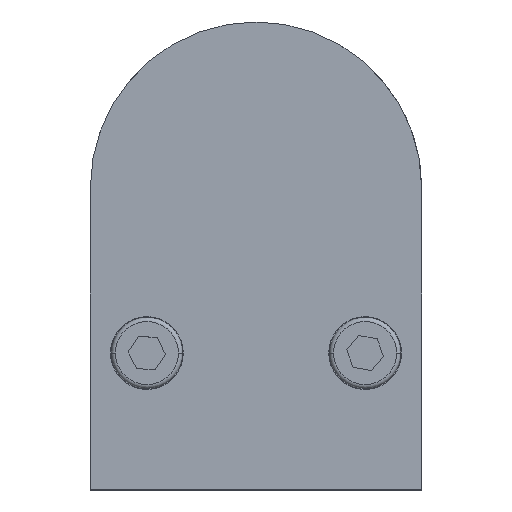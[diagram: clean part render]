
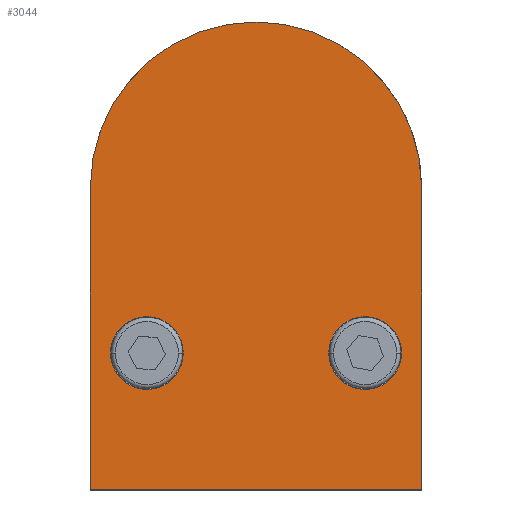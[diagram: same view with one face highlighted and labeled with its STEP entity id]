
A CAD part, top view. The second image highlights one B-rep face of the part: STEP entity #3044.
In plain terms, the highlighted planar face has unit normal (0, 0, 1).
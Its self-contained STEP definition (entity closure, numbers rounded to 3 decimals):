
#44 = EDGE_CURVE ( 'NONE', #1455, #2131, #938, .T. ) ;
#59 = AXIS2_PLACEMENT_3D ( 'NONE', #1152, #1880, #2151 ) ;
#60 = VECTOR ( 'NONE', #2938, 1000. ) ;
#71 = LINE ( 'NONE', #1299, #1755 ) ;
#75 = ORIENTED_EDGE ( 'NONE', *, *, #2869, .T. ) ;
#174 = CARTESIAN_POINT ( 'NONE',  ( -20.5, 0., 14.25 ) ) ;
#423 = CIRCLE ( 'NONE', #2683, 4.5 ) ;
#438 = VERTEX_POINT ( 'NONE', #2539 ) ;
#505 = EDGE_CURVE ( 'NONE', #567, #870, #423, .T. ) ;
#533 = DIRECTION ( 'NONE',  ( 1., 0., 0. ) ) ;
#546 = CARTESIAN_POINT ( 'NONE',  ( 13.5, 39.038, 14.25 ) ) ;
#553 = CARTESIAN_POINT ( 'NONE',  ( 0., 59.5, 14.25 ) ) ;
#567 = VERTEX_POINT ( 'NONE', #2194 ) ;
#616 = ORIENTED_EDGE ( 'NONE', *, *, #44, .F. ) ;
#632 = DIRECTION ( 'NONE',  ( 1., 0., 0. ) ) ;
#747 = DIRECTION ( 'NONE',  ( 1., 0., 0. ) ) ;
#770 = AXIS2_PLACEMENT_3D ( 'NONE', #546, #3040, #1096 ) ;
#870 = VERTEX_POINT ( 'NONE', #2818 ) ;
#938 = CIRCLE ( 'NONE', #770, 4.5 ) ;
#950 = LINE ( 'NONE', #1949, #60 ) ;
#970 = ORIENTED_EDGE ( 'NONE', *, *, #2631, .F. ) ;
#1043 = CARTESIAN_POINT ( 'NONE',  ( 18., 39.038, 14.25 ) ) ;
#1083 = FACE_OUTER_BOUND ( 'NONE', #1111, .T. ) ;
#1096 = DIRECTION ( 'NONE',  ( 1., 0., 0. ) ) ;
#1111 = EDGE_LOOP ( 'NONE', ( #2747, #75, #1955, #1248 ) ) ;
#1151 = CARTESIAN_POINT ( 'NONE',  ( 13.5, 39.038, 14.25 ) ) ;
#1152 = CARTESIAN_POINT ( 'NONE',  ( -13.5, 39.038, 14.25 ) ) ;
#1205 = CARTESIAN_POINT ( 'NONE',  ( -20.5, 22.142, 14.25 ) ) ;
#1248 = ORIENTED_EDGE ( 'NONE', *, *, #3241, .T. ) ;
#1280 = CIRCLE ( 'NONE', #2493, 4.5 ) ;
#1299 = CARTESIAN_POINT ( 'NONE',  ( 47.6, 22.142, 14.25 ) ) ;
#1368 = FACE_BOUND ( 'NONE', #1395, .T. ) ;
#1395 = EDGE_LOOP ( 'NONE', ( #3087, #3129 ) ) ;
#1424 = VERTEX_POINT ( 'NONE', #2962 ) ;
#1455 = VERTEX_POINT ( 'NONE', #1043 ) ;
#1630 = PLANE ( 'NONE',  #2777 ) ;
#1636 = EDGE_CURVE ( 'NONE', #870, #567, #2949, .T. ) ;
#1651 = DIRECTION ( 'NONE',  ( 0., 0., 1. ) ) ;
#1732 = DIRECTION ( 'NONE',  ( 0., -1., 0. ) ) ;
#1755 = VECTOR ( 'NONE', #2802, 1000. ) ;
#1880 = DIRECTION ( 'NONE',  ( 0., 0., 1. ) ) ;
#1949 = CARTESIAN_POINT ( 'NONE',  ( 20.5, 0., 14.25 ) ) ;
#1955 = ORIENTED_EDGE ( 'NONE', *, *, #2572, .T. ) ;
#2069 = CIRCLE ( 'NONE', #2903, 20.5 ) ;
#2070 = CARTESIAN_POINT ( 'NONE',  ( -20.5, 59.5, 14.25 ) ) ;
#2102 = FACE_BOUND ( 'NONE', #2281, .T. ) ;
#2130 = CARTESIAN_POINT ( 'NONE',  ( -13.5, 39.038, 14.25 ) ) ;
#2131 = VERTEX_POINT ( 'NONE', #2595 ) ;
#2150 = DIRECTION ( 'NONE',  ( 1., 0., 0. ) ) ;
#2151 = DIRECTION ( 'NONE',  ( 1., 0., 0. ) ) ;
#2194 = CARTESIAN_POINT ( 'NONE',  ( -9., 39.038, 14.25 ) ) ;
#2281 = EDGE_LOOP ( 'NONE', ( #616, #970 ) ) ;
#2493 = AXIS2_PLACEMENT_3D ( 'NONE', #1151, #1651, #2150 ) ;
#2539 = CARTESIAN_POINT ( 'NONE',  ( 20.5, 22.142, 14.25 ) ) ;
#2562 = DIRECTION ( 'NONE',  ( 0., 0., 1. ) ) ;
#2572 = EDGE_CURVE ( 'NONE', #1424, #3078, #2069, .T. ) ;
#2595 = CARTESIAN_POINT ( 'NONE',  ( 9., 39.038, 14.25 ) ) ;
#2631 = EDGE_CURVE ( 'NONE', #2131, #1455, #1280, .T. ) ;
#2683 = AXIS2_PLACEMENT_3D ( 'NONE', #2130, #2711, #632 ) ;
#2711 = DIRECTION ( 'NONE',  ( 0., 0., 1. ) ) ;
#2734 = VERTEX_POINT ( 'NONE', #1205 ) ;
#2743 = LINE ( 'NONE', #174, #3253 ) ;
#2747 = ORIENTED_EDGE ( 'NONE', *, *, #3026, .F. ) ;
#2777 = AXIS2_PLACEMENT_3D ( 'NONE', #3079, #2562, #533 ) ;
#2802 = DIRECTION ( 'NONE',  ( -1., 0., 0. ) ) ;
#2818 = CARTESIAN_POINT ( 'NONE',  ( -18., 39.038, 14.25 ) ) ;
#2869 = EDGE_CURVE ( 'NONE', #438, #1424, #950, .T. ) ;
#2903 = AXIS2_PLACEMENT_3D ( 'NONE', #553, #3047, #747 ) ;
#2938 = DIRECTION ( 'NONE',  ( 0., 1., 0. ) ) ;
#2949 = CIRCLE ( 'NONE', #59, 4.5 ) ;
#2962 = CARTESIAN_POINT ( 'NONE',  ( 20.5, 59.5, 14.25 ) ) ;
#3026 = EDGE_CURVE ( 'NONE', #438, #2734, #71, .T. ) ;
#3040 = DIRECTION ( 'NONE',  ( 0., 0., 1. ) ) ;
#3044 = ADVANCED_FACE ( 'NONE', ( #1368, #2102, #1083 ), #1630, .T. ) ;
#3047 = DIRECTION ( 'NONE',  ( 0., 0., 1. ) ) ;
#3078 = VERTEX_POINT ( 'NONE', #2070 ) ;
#3079 = CARTESIAN_POINT ( 'NONE',  ( 0., 59.5, 14.25 ) ) ;
#3087 = ORIENTED_EDGE ( 'NONE', *, *, #505, .F. ) ;
#3129 = ORIENTED_EDGE ( 'NONE', *, *, #1636, .F. ) ;
#3241 = EDGE_CURVE ( 'NONE', #3078, #2734, #2743, .T. ) ;
#3253 = VECTOR ( 'NONE', #1732, 1000. ) ;
